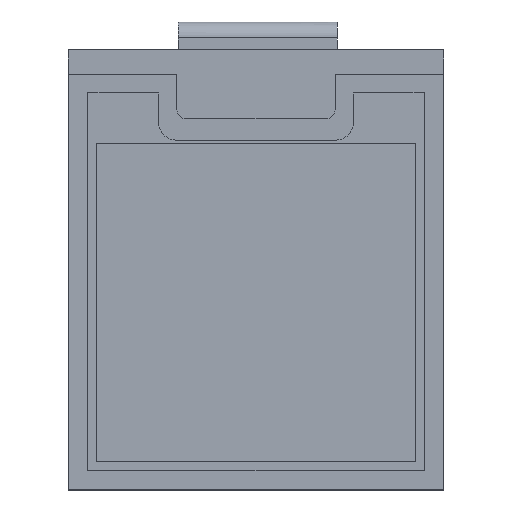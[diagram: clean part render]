
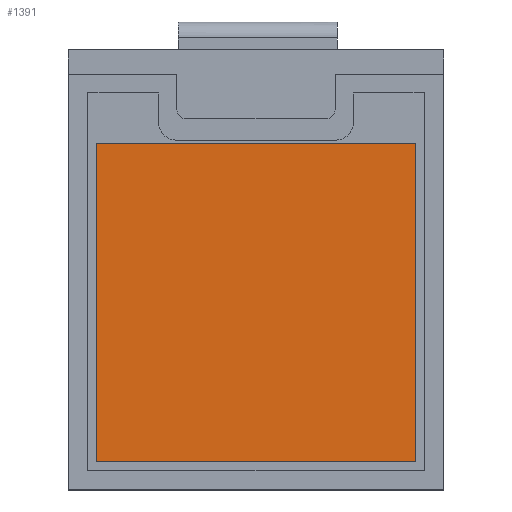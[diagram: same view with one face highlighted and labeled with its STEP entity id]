
A CAD part, top view. The second image highlights one B-rep face of the part: STEP entity #1391.
In plain terms, the highlighted planar face has unit normal (0, 0, 1).
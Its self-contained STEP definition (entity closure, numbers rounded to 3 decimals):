
#1300 = VERTEX_POINT('',#1301);
#1301 = CARTESIAN_POINT('',(-13.5,-16.25,0.8));
#1307 = EDGE_CURVE('',#1300,#1308,#1310,.T.);
#1308 = VERTEX_POINT('',#1309);
#1309 = CARTESIAN_POINT('',(-13.5,10.75,0.8));
#1310 = LINE('',#1311,#1312);
#1311 = CARTESIAN_POINT('',(-13.5,-16.25,0.8));
#1312 = VECTOR('',#1313,1.);
#1313 = DIRECTION('',(0.,1.,0.));
#1331 = VERTEX_POINT('',#1332);
#1332 = CARTESIAN_POINT('',(13.5,-16.25,0.8));
#1338 = EDGE_CURVE('',#1331,#1300,#1339,.T.);
#1339 = LINE('',#1340,#1341);
#1340 = CARTESIAN_POINT('',(13.5,-16.25,0.8));
#1341 = VECTOR('',#1342,1.);
#1342 = DIRECTION('',(-1.,0.,0.));
#1355 = VERTEX_POINT('',#1356);
#1356 = CARTESIAN_POINT('',(13.5,10.75,0.8));
#1362 = EDGE_CURVE('',#1355,#1331,#1363,.T.);
#1363 = LINE('',#1364,#1365);
#1364 = CARTESIAN_POINT('',(13.5,10.75,0.8));
#1365 = VECTOR('',#1366,1.);
#1366 = DIRECTION('',(0.,-1.,0.));
#1379 = EDGE_CURVE('',#1308,#1355,#1380,.T.);
#1380 = LINE('',#1381,#1382);
#1381 = CARTESIAN_POINT('',(-13.5,10.75,0.8));
#1382 = VECTOR('',#1383,1.);
#1383 = DIRECTION('',(1.,0.,0.));
#1391 = ADVANCED_FACE('',(#1392),#1398,.T.);
#1392 = FACE_BOUND('',#1393,.F.);
#1393 = EDGE_LOOP('',(#1394,#1395,#1396,#1397));
#1394 = ORIENTED_EDGE('',*,*,#1379,.T.);
#1395 = ORIENTED_EDGE('',*,*,#1362,.T.);
#1396 = ORIENTED_EDGE('',*,*,#1338,.T.);
#1397 = ORIENTED_EDGE('',*,*,#1307,.T.);
#1398 = PLANE('',#1399);
#1399 = AXIS2_PLACEMENT_3D('',#1400,#1401,#1402);
#1400 = CARTESIAN_POINT('',(0.,-2.75,0.8));
#1401 = DIRECTION('',(0.,0.,1.));
#1402 = DIRECTION('',(1.,0.,0.));
